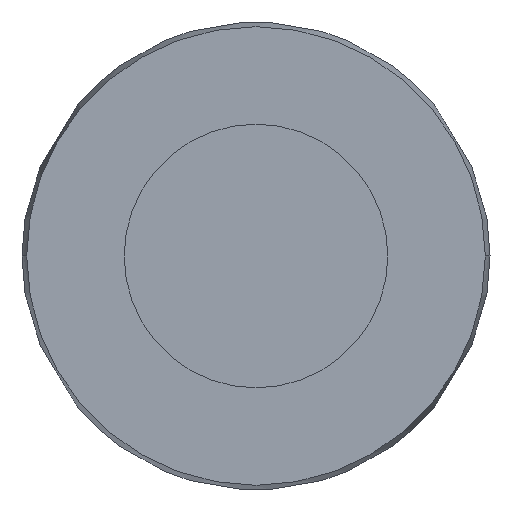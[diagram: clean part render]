
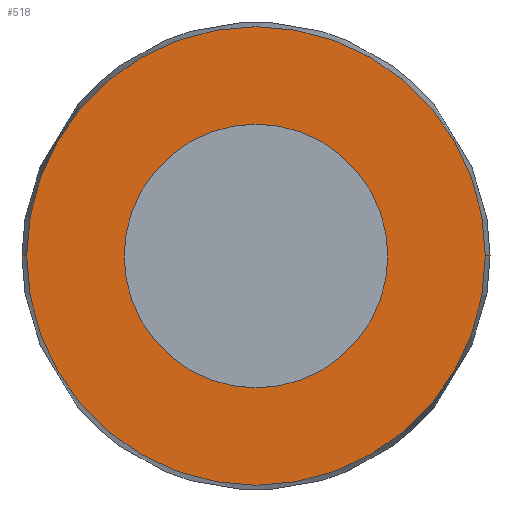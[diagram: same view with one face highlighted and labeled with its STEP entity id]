
A CAD part, front view. The second image highlights one B-rep face of the part: STEP entity #518.
In plain terms, the highlighted planar face has unit normal (0, -1, 0).
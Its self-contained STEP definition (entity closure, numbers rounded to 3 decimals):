
#7 = CARTESIAN_POINT ( 'NONE',  ( 0., 0., -1.15 ) ) ;
#13 = CIRCLE ( 'NONE', #123, 2. ) ;
#38 = EDGE_CURVE ( 'NONE', #300, #453, #544, .T. ) ;
#75 = DIRECTION ( 'NONE',  ( 0., 0., 1. ) ) ;
#80 = ORIENTED_EDGE ( 'NONE', *, *, #113, .F. ) ;
#93 = AXIS2_PLACEMENT_3D ( 'NONE', #275, #488, #265 ) ;
#100 = ORIENTED_EDGE ( 'NONE', *, *, #38, .F. ) ;
#113 = EDGE_CURVE ( 'NONE', #453, #300, #529, .T. ) ;
#123 = AXIS2_PLACEMENT_3D ( 'NONE', #661, #273, #177 ) ;
#132 = VERTEX_POINT ( 'NONE', #597 ) ;
#134 = VERTEX_POINT ( 'NONE', #535 ) ;
#177 = DIRECTION ( 'NONE',  ( 0., 0., -1. ) ) ;
#250 = EDGE_CURVE ( 'NONE', #134, #132, #13, .T. ) ;
#258 = CARTESIAN_POINT ( 'NONE',  ( 0., 0., 0. ) ) ;
#265 = DIRECTION ( 'NONE',  ( 0., 0., -1. ) ) ;
#273 = DIRECTION ( 'NONE',  ( 0., -1., 0. ) ) ;
#275 = CARTESIAN_POINT ( 'NONE',  ( 0., 0., 0. ) ) ;
#300 = VERTEX_POINT ( 'NONE', #623 ) ;
#315 = DIRECTION ( 'NONE',  ( 0., 0., -1. ) ) ;
#318 = AXIS2_PLACEMENT_3D ( 'NONE', #507, #450, #75 ) ;
#324 = CARTESIAN_POINT ( 'NONE',  ( 0., 0., 0. ) ) ;
#342 = PLANE ( 'NONE',  #318 ) ;
#348 = FACE_BOUND ( 'NONE', #595, .T. ) ;
#374 = AXIS2_PLACEMENT_3D ( 'NONE', #324, #426, #600 ) ;
#403 = EDGE_LOOP ( 'NONE', ( #538, #510 ) ) ;
#426 = DIRECTION ( 'NONE',  ( 0., -1., 0. ) ) ;
#450 = DIRECTION ( 'NONE',  ( 0., 1., 0. ) ) ;
#453 = VERTEX_POINT ( 'NONE', #7 ) ;
#488 = DIRECTION ( 'NONE',  ( 0., -1., 0. ) ) ;
#507 = CARTESIAN_POINT ( 'NONE',  ( -1.15, 0., 0. ) ) ;
#510 = ORIENTED_EDGE ( 'NONE', *, *, #250, .T. ) ;
#518 = ADVANCED_FACE ( 'NONE', ( #348, #562 ), #342, .F. ) ;
#529 = CIRCLE ( 'NONE', #93, 1.15 ) ;
#535 = CARTESIAN_POINT ( 'NONE',  ( 2., 0., 0. ) ) ;
#538 = ORIENTED_EDGE ( 'NONE', *, *, #703, .T. ) ;
#544 = CIRCLE ( 'NONE', #374, 1.15 ) ;
#562 = FACE_OUTER_BOUND ( 'NONE', #403, .T. ) ;
#567 = AXIS2_PLACEMENT_3D ( 'NONE', #258, #589, #315 ) ;
#589 = DIRECTION ( 'NONE',  ( 0., -1., 0. ) ) ;
#595 = EDGE_LOOP ( 'NONE', ( #80, #100 ) ) ;
#597 = CARTESIAN_POINT ( 'NONE',  ( -2., 0., 0. ) ) ;
#600 = DIRECTION ( 'NONE',  ( 0., 0., -1. ) ) ;
#623 = CARTESIAN_POINT ( 'NONE',  ( 0., 0., 1.15 ) ) ;
#648 = CIRCLE ( 'NONE', #567, 2. ) ;
#661 = CARTESIAN_POINT ( 'NONE',  ( 0., 0., 0. ) ) ;
#703 = EDGE_CURVE ( 'NONE', #132, #134, #648, .T. ) ;
